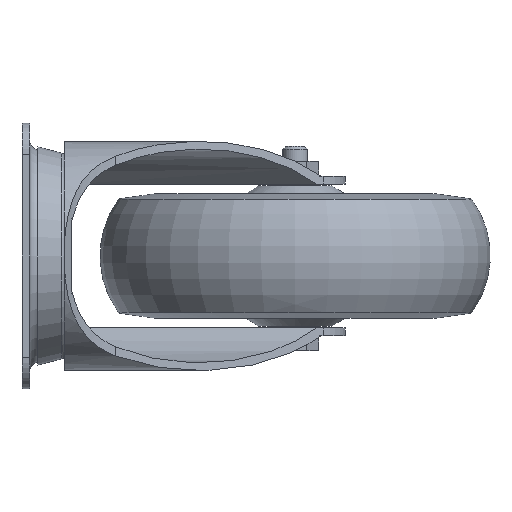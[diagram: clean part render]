
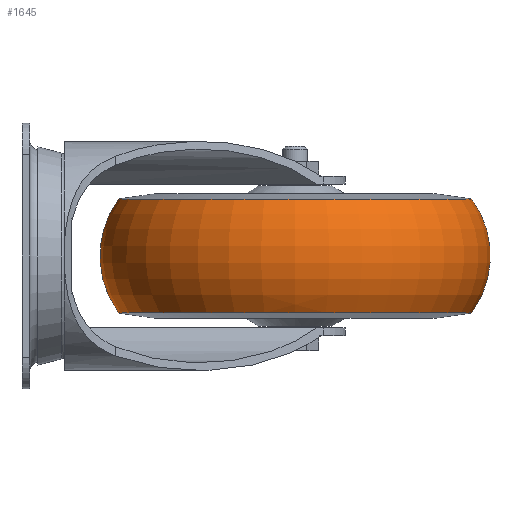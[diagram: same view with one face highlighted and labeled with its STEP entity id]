
A CAD part, left-side view. The second image highlights one B-rep face of the part: STEP entity #1645.
In plain terms, the highlighted toroidal (fillet/blend) face has major radius 31.5 mm and minor radius 31 mm.
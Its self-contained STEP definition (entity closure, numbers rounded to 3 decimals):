
#20=TOROIDAL_SURFACE('',#1803,31.5,31.);
#644=ORIENTED_EDGE('',*,*,#955,.T.);
#645=ORIENTED_EDGE('',*,*,#956,.F.);
#955=EDGE_CURVE('',#1137,#1137,#1239,.T.);
#956=EDGE_CURVE('',#1138,#1138,#1240,.T.);
#1137=VERTEX_POINT('',#2712);
#1138=VERTEX_POINT('',#2715);
#1239=CIRCLE('',#1802,56.559);
#1240=CIRCLE('',#1804,56.559);
#1352=EDGE_LOOP('',(#644));
#1353=EDGE_LOOP('',(#645));
#1490=FACE_BOUND('',#1352,.T.);
#1491=FACE_BOUND('',#1353,.T.);
#1645=ADVANCED_FACE('',(#1490,#1491),#20,.T.);
#1802=AXIS2_PLACEMENT_3D('',#2711,#2179,#2180);
#1803=AXIS2_PLACEMENT_3D('',#2713,#2181,#2182);
#1804=AXIS2_PLACEMENT_3D('',#2714,#2183,#2184);
#2179=DIRECTION('',(0.,0.,-1.));
#2180=DIRECTION('',(-1.,0.,0.));
#2181=DIRECTION('',(0.,0.,-1.));
#2182=DIRECTION('',(-1.,0.,0.));
#2183=DIRECTION('',(0.,0.,-1.));
#2184=DIRECTION('',(-1.,0.,0.));
#2711=CARTESIAN_POINT('',(0.,0.,18.25));
#2712=CARTESIAN_POINT('',(-56.559,0.,18.25));
#2713=CARTESIAN_POINT('',(0.,0.,0.));
#2714=CARTESIAN_POINT('',(0.,0.,-18.25));
#2715=CARTESIAN_POINT('',(-56.559,0.,-18.25));
